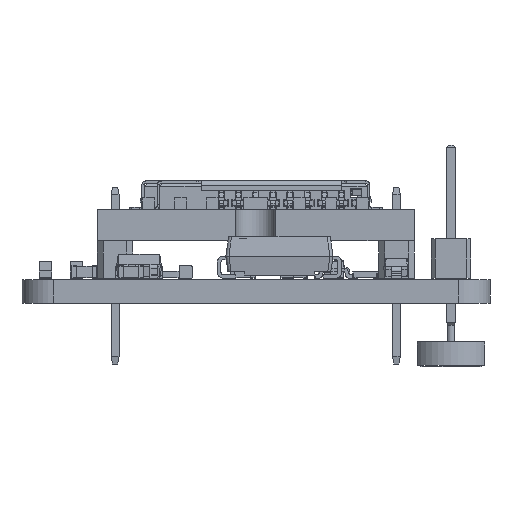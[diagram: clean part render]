
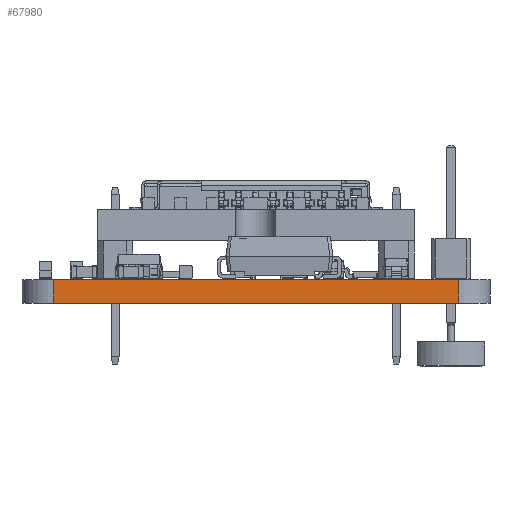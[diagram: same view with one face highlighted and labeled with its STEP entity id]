
A CAD part, left-side view. The second image highlights one B-rep face of the part: STEP entity #67980.
In plain terms, the highlighted planar face has unit normal (-1, 0, 0).
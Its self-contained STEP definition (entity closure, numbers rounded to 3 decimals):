
#66969 = VERTEX_POINT('',#66970);
#66970 = CARTESIAN_POINT('',(0.,-2.,0.));
#66977 = EDGE_CURVE('',#66978,#66969,#66980,.T.);
#66978 = VERTEX_POINT('',#66979);
#66979 = CARTESIAN_POINT('',(0.,-28.,0.));
#66980 = LINE('',#66981,#66982);
#66981 = CARTESIAN_POINT('',(0.,-28.,0.));
#66982 = VECTOR('',#66983,1.);
#66983 = DIRECTION('',(0.,1.,0.));
#67461 = VERTEX_POINT('',#67462);
#67462 = CARTESIAN_POINT('',(0.,-2.,1.51));
#67469 = EDGE_CURVE('',#67470,#67461,#67472,.T.);
#67470 = VERTEX_POINT('',#67471);
#67471 = CARTESIAN_POINT('',(0.,-28.,1.51));
#67472 = LINE('',#67473,#67474);
#67473 = CARTESIAN_POINT('',(0.,-28.,1.51));
#67474 = VECTOR('',#67475,1.);
#67475 = DIRECTION('',(0.,1.,0.));
#67950 = EDGE_CURVE('',#66969,#67461,#67951,.T.);
#67951 = LINE('',#67952,#67953);
#67952 = CARTESIAN_POINT('',(0.,-2.,0.));
#67953 = VECTOR('',#67954,1.);
#67954 = DIRECTION('',(0.,0.,1.));
#67980 = ADVANCED_FACE('',(#67981),#67992,.T.);
#67981 = FACE_BOUND('',#67982,.T.);
#67982 = EDGE_LOOP('',(#67983,#67989,#67990,#67991));
#67983 = ORIENTED_EDGE('',*,*,#67984,.T.);
#67984 = EDGE_CURVE('',#66978,#67470,#67985,.T.);
#67985 = LINE('',#67986,#67987);
#67986 = CARTESIAN_POINT('',(0.,-28.,0.));
#67987 = VECTOR('',#67988,1.);
#67988 = DIRECTION('',(0.,0.,1.));
#67989 = ORIENTED_EDGE('',*,*,#67469,.T.);
#67990 = ORIENTED_EDGE('',*,*,#67950,.F.);
#67991 = ORIENTED_EDGE('',*,*,#66977,.F.);
#67992 = PLANE('',#67993);
#67993 = AXIS2_PLACEMENT_3D('',#67994,#67995,#67996);
#67994 = CARTESIAN_POINT('',(0.,-28.,0.));
#67995 = DIRECTION('',(-1.,0.,0.));
#67996 = DIRECTION('',(0.,1.,0.));
